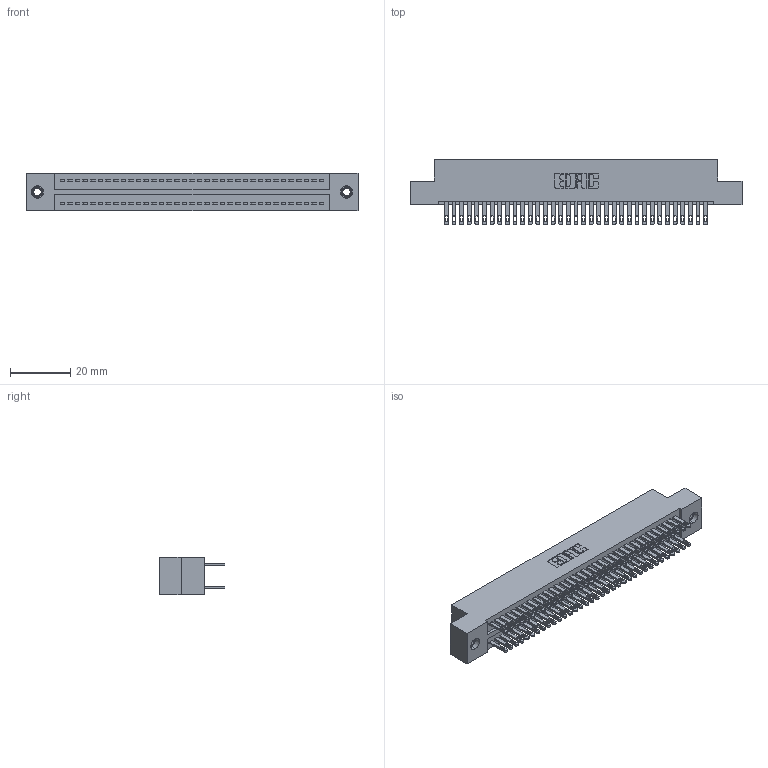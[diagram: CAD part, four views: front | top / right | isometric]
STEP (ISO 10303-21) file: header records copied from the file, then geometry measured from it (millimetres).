
FILE_DESCRIPTION (( 'STEP AP203' ), '1' );
FILE_NAME ('325-070-500-207.STEP', '2020-02-25T03:38:48', ( '' ), ( '' ), 'SwSTEP 2.0', 'SolidWorks 2016', '' );
FILE_SCHEMA (( 'CONFIG_CONTROL_DESIGN' ));
Length unit declared in the file: inch
Products named in the file (4): 345-250-001_345-250-005-103; 325-070-500-207; 325-292-001_325-293-100; 325 Part_TI
Assembly tree (73 placements, depth 2):
  325-070-500-207
    325 Part_TI
    325-292-001_325-293-100  x70
    345-250-001_345-250-005-103  x2
Bounding box: 110.62 x 21.84 x 12.45 mm (x, y, z)
Volume: 14417.7 mm3; surface area: 18042.9 mm2
Topology: 73 solids, 73 shells, 3534 faces, 10737 edges, 7150 vertices
Faces by surface type: plane 2202, cylinder 1316, cone 12, torus 4
Entity records: 24538 total; most frequent: CARTESIAN_POINT 4057, ORIENTED_EDGE 3986, DIRECTION 3511, EDGE_CURVE 1993, LINE 1841, VECTOR 1841, VERTEX_POINT 1324, AXIS2_PLACEMENT_3D 835
